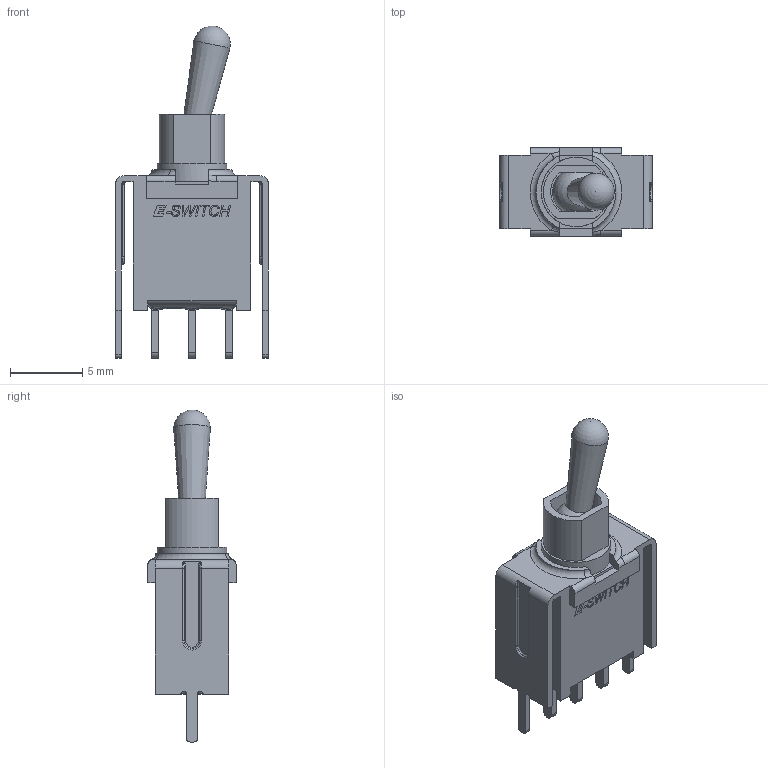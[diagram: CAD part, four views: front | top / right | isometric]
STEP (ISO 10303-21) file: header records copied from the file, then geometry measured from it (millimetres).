
FILE_DESCRIPTION((' '),'2;1');
FILE_NAME('200AWMSPxT2A1VS2xE.stp','2017-07-26T09:10:53',(' '),(' '),' ','ACIS',' ');
FILE_SCHEMA(('CONFIG_CONTROL_DESIGN'));
Length unit declared in the file: inch
Products named in the file (1): 200AWMSPxT2A1VS2xE.stp
Bounding box: 10.56 x 6.1 x 22.94 mm (x, y, z)
Volume: 500.7 mm3; surface area: 761.5 mm2
Topology: 1 solids, 1 shells, 291 faces, 755 edges, 473 vertices
Faces by surface type: plane 156, bspline 62, cylinder 52, torus 18, sphere 2, cone 1
Full cylindrical faces by diameter (mm): 4.8 x1
Entity records: 11384 total; most frequent: CARTESIAN_POINT 4568, ORIENTED_EDGE 1488, DIRECTION 1218, EDGE_CURVE 744, VERTEX_POINT 470, VECTOR 456, LINE 456, AXIS2_PLACEMENT_3D 381
